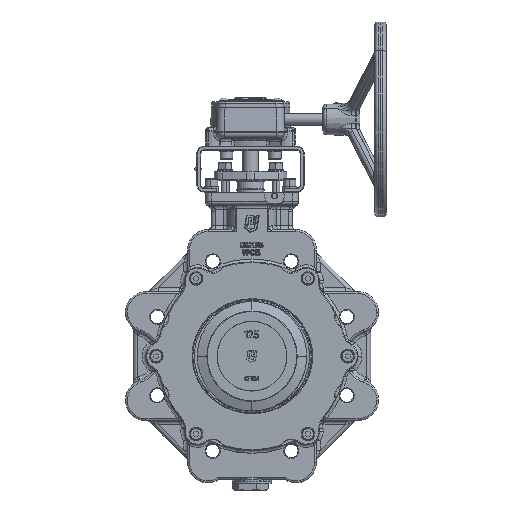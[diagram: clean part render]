
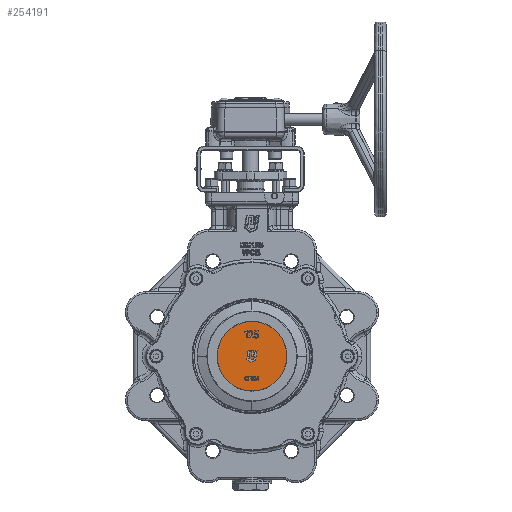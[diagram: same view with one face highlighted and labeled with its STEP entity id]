
A CAD part, front view. The second image highlights one B-rep face of the part: STEP entity #254191.
In plain terms, the highlighted planar face has unit normal (0, -1, 0).
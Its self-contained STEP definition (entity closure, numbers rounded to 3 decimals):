
#254151=CARTESIAN_POINT('',(-35.5,-25.3,-0.));
#254152=VERTEX_POINT('',#254151);
#254159=CARTESIAN_POINT('',(35.5,-25.3,0.));
#254160=VERTEX_POINT('',#254159);
#254161=CARTESIAN_POINT('',(0.,-25.3,0.));
#254162=DIRECTION('',(-0.,-1.,0.));
#254163=DIRECTION('',(-1.,0.,0.));
#254164=AXIS2_PLACEMENT_3D('',#254161,#254162,#254163);
#254165=CIRCLE('',#254164,35.5);
#254166=EDGE_CURVE('NONE',#254160,#254152,#254165,.T.);
#254168=CARTESIAN_POINT('',(0.,-25.3,0.));
#254169=DIRECTION('',(0.,1.,-0.));
#254170=DIRECTION('',(-1.,0.,0.));
#254171=AXIS2_PLACEMENT_3D('',#254168,#254169,#254170);
#254172=CIRCLE('',#254171,35.5);
#254173=EDGE_CURVE('NONE',#254160,#254152,#254172,.T.);
#254182=CARTESIAN_POINT('',(33.75,-25.3,0.));
#254183=DIRECTION('',(-0.,-1.,0.));
#254184=DIRECTION('',(1.,-0.,-0.));
#254185=AXIS2_PLACEMENT_3D('',#254182,#254183,#254184);
#254186=PLANE('',#254185);
#254187=ORIENTED_EDGE('',*,*,#254173,.F.);
#254188=ORIENTED_EDGE('',*,*,#254166,.T.);
#254189=EDGE_LOOP('',(#254187,#254188));
#254190=FACE_BOUND('',#254189,.T.);
#254191=ADVANCED_FACE('',(#254190),#254186,.T.);
